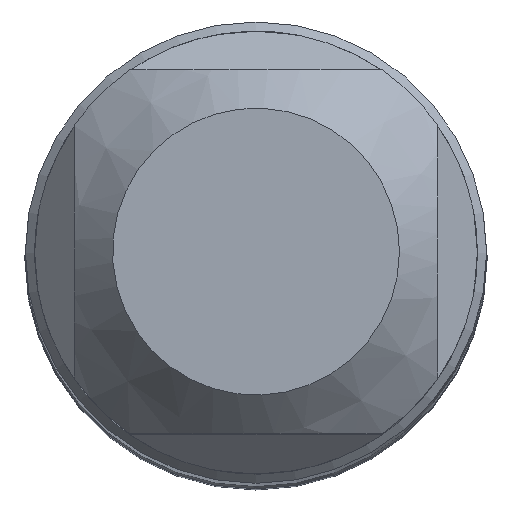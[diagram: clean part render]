
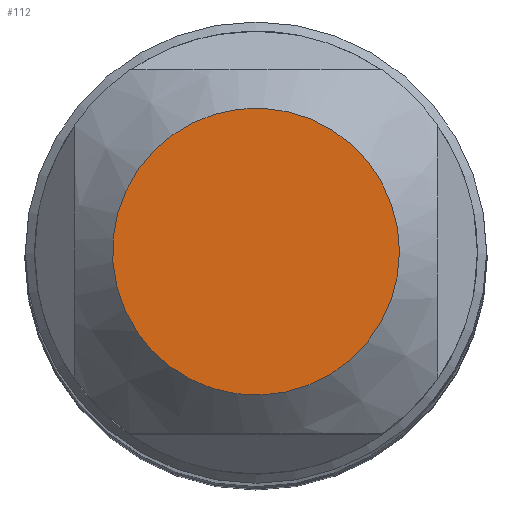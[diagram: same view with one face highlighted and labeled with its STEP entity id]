
A CAD part, top view. The second image highlights one B-rep face of the part: STEP entity #112.
In plain terms, the highlighted planar face has unit normal (0, 0, 1).
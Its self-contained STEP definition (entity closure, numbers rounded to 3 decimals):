
#42=PLANE('',#444);
#55=FACE_OUTER_BOUND('',#180,.T.);
#112=ADVANCED_FACE('',(#55),#42,.F.);
#180=EDGE_LOOP('',(#242));
#242=ORIENTED_EDGE('',*,*,#313,.T.);
#282=VERTEX_POINT('',#619);
#313=EDGE_CURVE('',#282,#282,#352,.T.);
#352=CIRCLE('',#420,2.208);
#420=AXIS2_PLACEMENT_3D('',#618,#480,#481);
#444=AXIS2_PLACEMENT_3D('',#698,#536,#537);
#480=DIRECTION('',(0.,0.,1.));
#481=DIRECTION('',(1.,0.,0.));
#536=DIRECTION('',(0.,0.,-1.));
#537=DIRECTION('',(-1.,0.,0.));
#618=CARTESIAN_POINT('',(0.,0.,0.));
#619=CARTESIAN_POINT('',(2.208,0.,0.));
#698=CARTESIAN_POINT('',(3.75,0.,0.));
